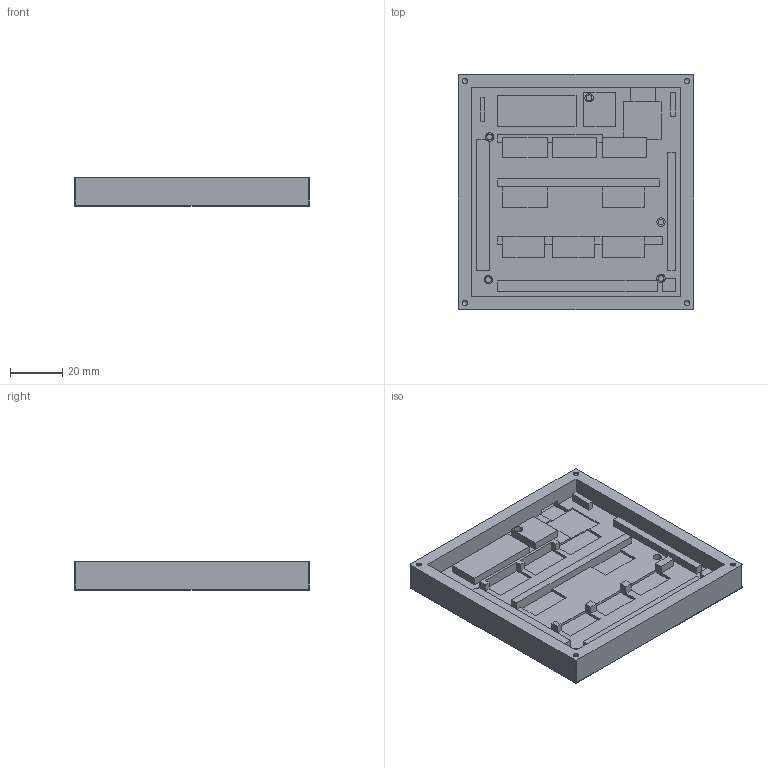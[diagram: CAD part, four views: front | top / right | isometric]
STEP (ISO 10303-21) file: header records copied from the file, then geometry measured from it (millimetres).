
FILE_DESCRIPTION(/* description */ (''),/* implementation_level */ '2;1');
FILE_NAME(/* name */ 'SquarePadMacro_LowerCase.step',/* time_stamp */ '2024-10-30T01:18:48-04:00',/* author */ (''),/* organization */ (''),/* preprocessor_version */ 'ST-DEVELOPER v20',/* originating_system */ 'Autodesk Translation Framework v13.20.0.188',/* authorisation */ '');
FILE_SCHEMA (('AUTOMOTIVE_DESIGN { 1 0 10303 214 3 1 1 }'));
Length unit declared in the file: millimetre
Products named in the file (2): Untitled; Untitled v5
Assembly tree (1 placements, depth 2):
  Untitled
    Untitled v5
Bounding box: 90 x 90 x 11 mm (x, y, z)
Volume: 47011.9 mm3; surface area: 25455 mm2
Topology: 1 solids, 1 shells, 178 faces, 442 edges, 285 vertices
Faces by surface type: plane 144, cylinder 26, sphere 4, cone 4
Full cylindrical faces by diameter (mm): 2 x4, 2.2 x4, 3.2 x5
Entity records: 5265 total; most frequent: CARTESIAN_POINT 904, ORIENTED_EDGE 876, DIRECTION 851, EDGE_CURVE 438, LINE 387, VECTOR 387, VERTEX_POINT 285, AXIS2_PLACEMENT_3D 232
